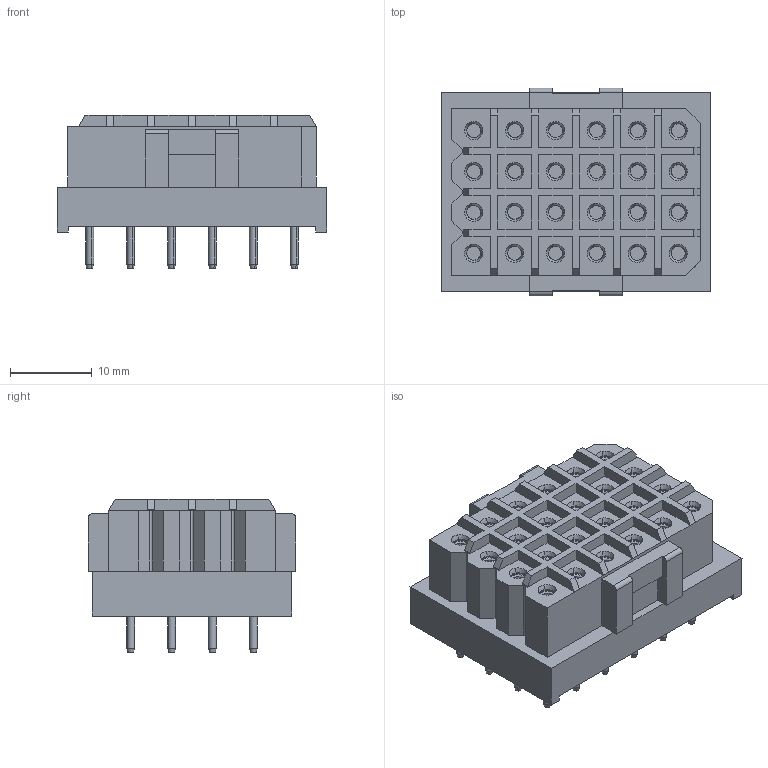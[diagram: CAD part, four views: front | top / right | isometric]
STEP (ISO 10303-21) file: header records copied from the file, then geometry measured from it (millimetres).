
FILE_DESCRIPTION(('CATIA V5 STEP Exchange','CAx-IF Rec.Pracs.--- Model Styling and Organization---1.4--- 2014-01-23'),'2;1');
FILE_NAME ('D1489206_0_1418300000_1418300000.stp','2021-06-09T08:07:21+00:00',('none'),('Weidmueller'),'CATIA Version 5-6 Release 2016 SP3 HF44','CATIA V5 STEP AP214','none');
FILE_SCHEMA(('AUTOMOTIVE_DESIGN { 1 0 10303 214 1 1 1 1 }'));
Length unit declared in the file: millimetre
Products named in the file (1): 1418300000
Bounding box: 33 x 25.4 x 18.8 mm (x, y, z)
Volume: 8371.4 mm3; surface area: 9762.9 mm2
Topology: 25 solids, 25 shells, 947 faces, 2102 edges, 1309 vertices
Faces by surface type: cylinder 343, plane 316, cone 192, torus 96
Entity records: 25721 total; most frequent: CARTESIAN_POINT 4392, ORIENTED_EDGE 4204, DIRECTION 3699, EDGE_CURVE 2102, AXIS2_PLACEMENT_3D 1814, VERTEX_POINT 1309, EDGE_LOOP 1099, VECTOR 1077
